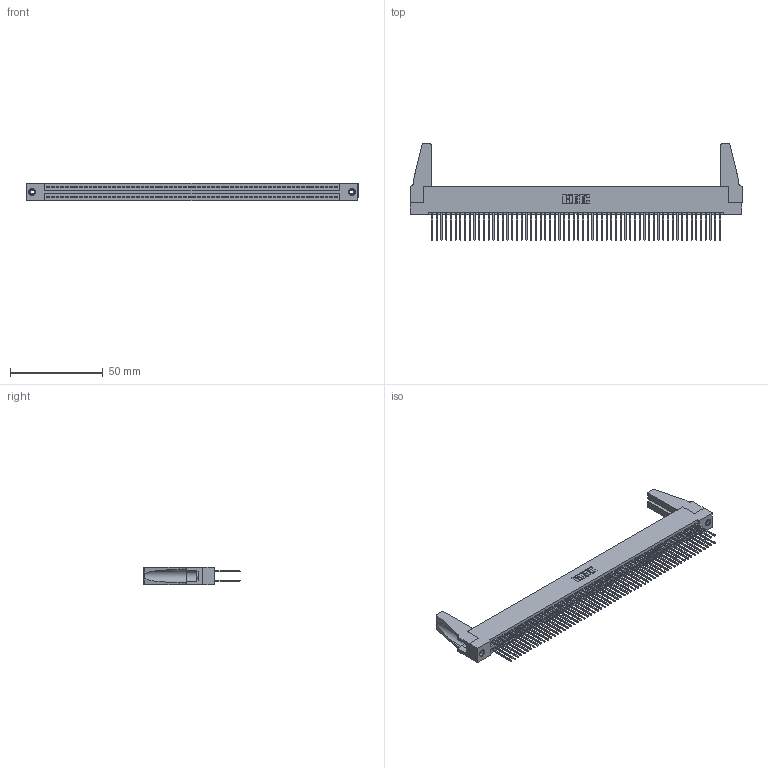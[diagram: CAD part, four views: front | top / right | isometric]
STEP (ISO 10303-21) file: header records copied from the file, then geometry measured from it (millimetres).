
FILE_DESCRIPTION (( 'STEP AP203' ), '1' );
FILE_NAME ('345-124-540-288.STEP', '2019-11-06T18:29:40', ( '' ), ( '' ), 'SwSTEP 2.0', 'SolidWorks 2016', '' );
FILE_SCHEMA (( 'CONFIG_CONTROL_DESIGN' ));
Length unit declared in the file: inch
Products named in the file (5): 345-220-078_345-220-088; 345-124-540-288; 345 Part_Flush Mounting Lugs - 0.156 Dia-TH; 345-250-001_345-250-001-102; 345-292-001_345-293-140
Assembly tree (129 placements, depth 2):
  345-124-540-288
    345 Part_Flush Mounting Lugs - 0.156 Dia-TH
    345-292-001_345-293-140  x124
    345-250-001_345-250-001-102  x2
    345-220-078_345-220-088  x2
Bounding box: 178.71 x 51.99 x 9.4 mm (x, y, z)
Volume: 21268.7 mm3; surface area: 32321.4 mm2
Topology: 129 solids, 129 shells, 6450 faces, 19131 edges, 12578 vertices
Faces by surface type: plane 4244, cylinder 2190, cone 12, torus 4
Entity records: 48120 total; most frequent: CARTESIAN_POINT 8042, ORIENTED_EDGE 7936, DIRECTION 7072, EDGE_CURVE 3968, VECTOR 3546, LINE 3546, VERTEX_POINT 2638, AXIS2_PLACEMENT_3D 1763
